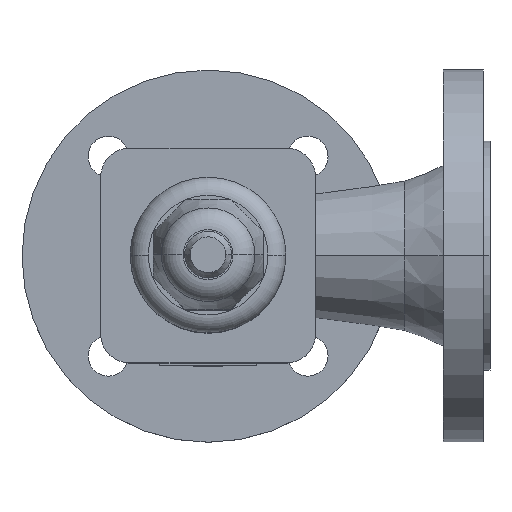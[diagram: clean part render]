
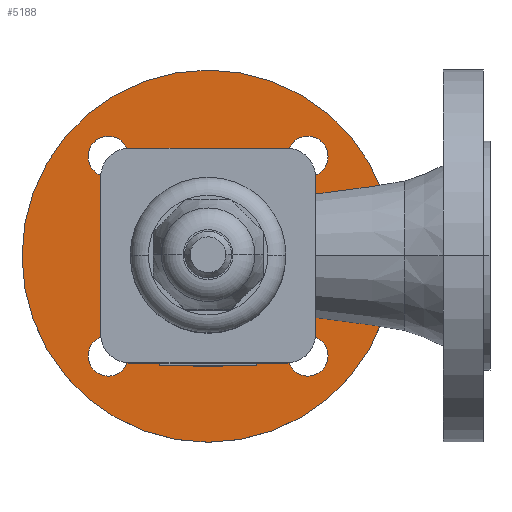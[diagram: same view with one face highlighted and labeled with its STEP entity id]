
A CAD part, top view. The second image highlights one B-rep face of the part: STEP entity #5188.
In plain terms, the highlighted planar face has unit normal (0, 0, 1).
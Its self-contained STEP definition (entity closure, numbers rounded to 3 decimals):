
#1694=CARTESIAN_POINT('',(82.5,-0.,20.8));
#1695=VERTEX_POINT('',#1694);
#1702=CARTESIAN_POINT('',(-82.5,0.,20.8));
#1703=VERTEX_POINT('',#1702);
#1704=CARTESIAN_POINT('',(0.,-0.,20.8));
#1705=DIRECTION('',(-0.,0.,-1.));
#1706=DIRECTION('',(-1.,0.,0.));
#1707=AXIS2_PLACEMENT_3D('',#1704,#1705,#1706);
#1708=CIRCLE('',#1707,82.5);
#1709=EDGE_CURVE('',#1695,#1703,#1708,.T.);
#1736=CARTESIAN_POINT('',(40.,0.,20.8));
#1737=VERTEX_POINT('',#1736);
#1744=CARTESIAN_POINT('',(-40.,-0.,20.8));
#1745=VERTEX_POINT('',#1744);
#1746=CARTESIAN_POINT('',(0.,-0.,20.8));
#1747=DIRECTION('',(0.,0.,-1.));
#1748=DIRECTION('',(-1.,0.,0.));
#1749=AXIS2_PLACEMENT_3D('',#1746,#1747,#1748);
#1750=CIRCLE('',#1749,40.);
#1751=EDGE_CURVE('',#1745,#1737,#1750,.T.);
#4037=CARTESIAN_POINT('',(53.194,44.194,20.8));
#4038=VERTEX_POINT('',#4037);
#4045=CARTESIAN_POINT('',(35.194,44.194,20.8));
#4046=VERTEX_POINT('',#4045);
#4047=CARTESIAN_POINT('',(44.194,44.194,20.8));
#4048=DIRECTION('',(0.,0.,-1.));
#4049=DIRECTION('',(1.,0.,0.));
#4050=AXIS2_PLACEMENT_3D('',#4047,#4048,#4049);
#4051=CIRCLE('',#4050,9.);
#4052=EDGE_CURVE('',#4046,#4038,#4051,.T.);
#4068=CARTESIAN_POINT('',(35.194,-44.194,20.8));
#4069=VERTEX_POINT('',#4068);
#4070=CARTESIAN_POINT('',(53.194,-44.194,20.8));
#4071=VERTEX_POINT('',#4070);
#4072=CARTESIAN_POINT('',(44.194,-44.194,20.8));
#4073=DIRECTION('',(0.,0.,-1.));
#4074=DIRECTION('',(1.,0.,0.));
#4075=AXIS2_PLACEMENT_3D('',#4072,#4073,#4074);
#4076=CIRCLE('',#4075,9.);
#4077=EDGE_CURVE('',#4069,#4071,#4076,.T.);
#4110=CARTESIAN_POINT('',(-35.194,-44.194,20.8));
#4111=VERTEX_POINT('',#4110);
#4112=CARTESIAN_POINT('',(-53.194,-44.194,20.8));
#4113=VERTEX_POINT('',#4112);
#4114=CARTESIAN_POINT('',(-44.194,-44.194,20.8));
#4115=DIRECTION('',(0.,0.,-1.));
#4116=DIRECTION('',(1.,0.,0.));
#4117=AXIS2_PLACEMENT_3D('',#4114,#4115,#4116);
#4118=CIRCLE('',#4117,9.);
#4119=EDGE_CURVE('',#4111,#4113,#4118,.T.);
#4152=CARTESIAN_POINT('',(-53.194,44.194,20.8));
#4153=VERTEX_POINT('',#4152);
#4154=CARTESIAN_POINT('',(-35.194,44.194,20.8));
#4155=VERTEX_POINT('',#4154);
#4156=CARTESIAN_POINT('',(-44.194,44.194,20.8));
#4157=DIRECTION('',(0.,0.,-1.));
#4158=DIRECTION('',(1.,0.,0.));
#4159=AXIS2_PLACEMENT_3D('',#4156,#4157,#4158);
#4160=CIRCLE('',#4159,9.);
#4161=EDGE_CURVE('',#4153,#4155,#4160,.T.);
#5123=CARTESIAN_POINT('',(-61.25,0.,20.8));
#5124=DIRECTION('',(0.,-0.,1.));
#5125=DIRECTION('',(1.,-0.,-0.));
#5126=AXIS2_PLACEMENT_3D('',#5123,#5124,#5125);
#5127=PLANE('',#5126);
#5128=ORIENTED_EDGE('',*,*,#4161,.T.);
#5129=CARTESIAN_POINT('',(-44.194,44.194,20.8));
#5130=DIRECTION('',(0.,0.,-1.));
#5131=DIRECTION('',(1.,0.,0.));
#5132=AXIS2_PLACEMENT_3D('',#5129,#5130,#5131);
#5133=CIRCLE('',#5132,9.);
#5134=EDGE_CURVE('',#4155,#4153,#5133,.T.);
#5135=ORIENTED_EDGE('',*,*,#5134,.T.);
#5136=EDGE_LOOP('',(#5128,#5135));
#5137=FACE_BOUND('',#5136,.T.);
#5138=ORIENTED_EDGE('',*,*,#4119,.T.);
#5139=CARTESIAN_POINT('',(-44.194,-44.194,20.8));
#5140=DIRECTION('',(0.,0.,-1.));
#5141=DIRECTION('',(1.,0.,0.));
#5142=AXIS2_PLACEMENT_3D('',#5139,#5140,#5141);
#5143=CIRCLE('',#5142,9.);
#5144=EDGE_CURVE('',#4113,#4111,#5143,.T.);
#5145=ORIENTED_EDGE('',*,*,#5144,.T.);
#5146=EDGE_LOOP('',(#5138,#5145));
#5147=FACE_BOUND('',#5146,.T.);
#5148=ORIENTED_EDGE('',*,*,#4077,.T.);
#5149=CARTESIAN_POINT('',(44.194,-44.194,20.8));
#5150=DIRECTION('',(0.,0.,-1.));
#5151=DIRECTION('',(1.,0.,0.));
#5152=AXIS2_PLACEMENT_3D('',#5149,#5150,#5151);
#5153=CIRCLE('',#5152,9.);
#5154=EDGE_CURVE('',#4071,#4069,#5153,.T.);
#5155=ORIENTED_EDGE('',*,*,#5154,.T.);
#5156=EDGE_LOOP('',(#5148,#5155));
#5157=FACE_BOUND('',#5156,.T.);
#5158=CARTESIAN_POINT('',(44.194,44.194,20.8));
#5159=DIRECTION('',(0.,0.,-1.));
#5160=DIRECTION('',(1.,0.,0.));
#5161=AXIS2_PLACEMENT_3D('',#5158,#5159,#5160);
#5162=CIRCLE('',#5161,9.);
#5163=EDGE_CURVE('',#4038,#4046,#5162,.T.);
#5164=ORIENTED_EDGE('',*,*,#5163,.T.);
#5165=ORIENTED_EDGE('',*,*,#4052,.T.);
#5166=EDGE_LOOP('',(#5164,#5165));
#5167=FACE_BOUND('',#5166,.T.);
#5168=ORIENTED_EDGE('',*,*,#1751,.T.);
#5169=CARTESIAN_POINT('',(0.,-0.,20.8));
#5170=DIRECTION('',(0.,0.,-1.));
#5171=DIRECTION('',(-1.,0.,0.));
#5172=AXIS2_PLACEMENT_3D('',#5169,#5170,#5171);
#5173=CIRCLE('',#5172,40.);
#5174=EDGE_CURVE('',#1737,#1745,#5173,.T.);
#5175=ORIENTED_EDGE('',*,*,#5174,.T.);
#5176=EDGE_LOOP('',(#5168,#5175));
#5177=FACE_BOUND('',#5176,.T.);
#5178=ORIENTED_EDGE('',*,*,#1709,.F.);
#5179=CARTESIAN_POINT('',(0.,-0.,20.8));
#5180=DIRECTION('',(-0.,0.,-1.));
#5181=DIRECTION('',(-1.,0.,0.));
#5182=AXIS2_PLACEMENT_3D('',#5179,#5180,#5181);
#5183=CIRCLE('',#5182,82.5);
#5184=EDGE_CURVE('',#1703,#1695,#5183,.T.);
#5185=ORIENTED_EDGE('',*,*,#5184,.F.);
#5186=EDGE_LOOP('',(#5178,#5185));
#5187=FACE_BOUND('',#5186,.T.);
#5188=ADVANCED_FACE('',(#5137,#5147,#5157,#5167,#5177,#5187),#5127,.T.);
